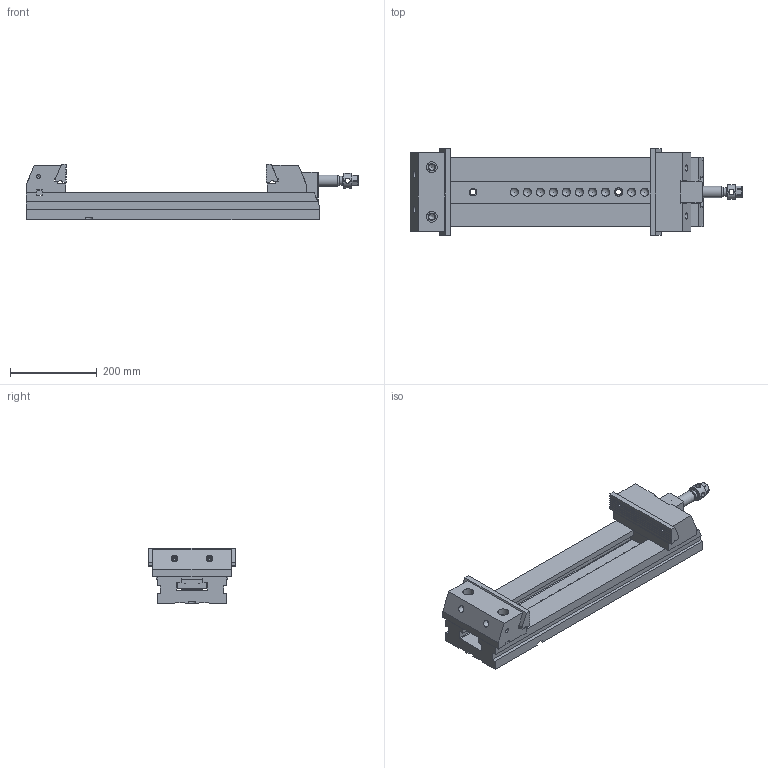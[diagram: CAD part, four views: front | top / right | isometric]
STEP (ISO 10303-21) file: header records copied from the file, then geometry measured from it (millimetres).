
FILE_DESCRIPTION(/* description */ (''),/* implementation_level */ '2;1');
FILE_NAME(/* name */ '30_200XL_Mordaza.stp',/* time_stamp */ '2013-11-04T09:17:47+01:00',/* author */ (''),/* organization */ (''),/* preprocessor_version */ 'ST-DEVELOPER v11',/* originating_system */ 'SIEMENS PLM Software NX 7.5',/* authorisation */ '');
FILE_SCHEMA (('CONFIG_CONTROL_DESIGN'));
Length unit declared in the file: millimetre
Products named in the file (1): 30_200XL_Mordaza
Bounding box: 764 x 200 x 127.95 mm (x, y, z)
Volume: 7120615.9 mm3; surface area: 715057.6 mm2
Topology: 12 solids, 12 shells, 471 faces, 1303 edges, 868 vertices
Faces by surface type: plane 277, cylinder 136, cone 33, sphere 16, torus 9
Full cylindrical faces by diameter (mm): 4.351 x1, 5.188 x5, 6.985 x4, 8.5 x4, 8.782 x6, 10 x4, 10.579 x3, 12 x4, 12.376 x2, 13 x5, 14.376 x2, 15 x6, 16 x2, 16.5 x1, 17 x2, 18 x1, 19 x4, 20 x3, 21.25 x1, 22 x2, 25 x2, 26 x1, 30 x2, 33.8 x1, 34 x3
Entity records: 14463 total; most frequent: CARTESIAN_POINT 3141, DIRECTION 2269, ORIENTED_EDGE 2178, EDGE_CURVE 1089, VERTEX_POINT 792, AXIS2_PLACEMENT_3D 776, LINE 717, VECTOR 717
